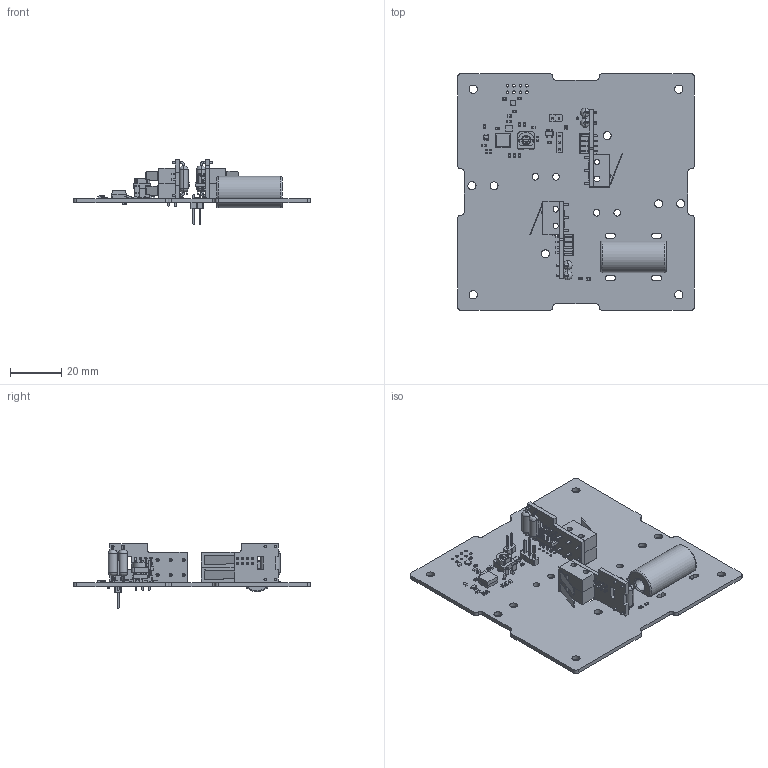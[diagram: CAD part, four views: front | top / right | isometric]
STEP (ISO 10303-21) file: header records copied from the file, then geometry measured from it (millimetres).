
FILE_DESCRIPTION(('KiCad electronic assembly'),'2;1');
FILE_NAME('Sanket.step','2024-09-10T00:54:42',('Pcbnew'),('Kicad'), 'Open CASCADE STEP processor 7.7','KiCad to STEP converter','Unknown' );
FILE_SCHEMA(('AUTOMOTIVE_DESIGN { 1 0 10303 214 1 1 1 1 }'));
Length unit declared in the file: millimetre
Products named in the file (26): Sanket 1; ERJ3RBD5602V; ASSEMBLY; KEMET C0603C103F3GACTU STEP; C0603C823K4RACTU; MAX4372HEUK+T; MAX825TEUK+T; SRP5030T-5R6M; PinHeader_1x02_P2.54mm_Vertical; PinHeader_1x02_P254mm_Vertical; TI SN74LVC1G17QDCKRQ1 STEP; DCK5; ferrite v1; PinHeader_1x03_P2.54mm_Vertical; PinHeader_1x03_P254mm_Vertical; Trimpot Horiz 5mm; Trimpot Horiz 5mm v4; resistor_board; resistor_board 1; RWY0009C; RWY0009C_ASM; TPS25200DRVR; DRV6; sanket 4.0_PCB
Assembly tree (47 placements, depth 3):
  Sanket 1
    ERJ3RBD5602V  x11
      ASSEMBLY
    KEMET C0603C103F3GACTU STEP  x11
      C0603C823K4RACTU
    MAX4372HEUK+T
      MAX825TEUK+T
    SRP5030T-5R6M
      ASSEMBLY
    PinHeader_1x02_P2.54mm_Vertical  x2
      PinHeader_1x02_P254mm_Vertical
    TI SN74LVC1G17QDCKRQ1 STEP
      DCK5
    ferrite v1
      ferrite v1
    PinHeader_1x03_P2.54mm_Vertical
      PinHeader_1x03_P254mm_Vertical
    Trimpot Horiz 5mm
      Trimpot Horiz 5mm v4
    resistor_board  x2
      resistor_board 1
    RWY0009C
      RWY0009C_ASM
    TPS25200DRVR
      DRV6
    sanket 4.0_PCB
Bounding box: 92 x 92 x 25.14 mm (x, y, z)
Volume: 18707.5 mm3; surface area: 25030.5 mm2
Topology: 149 solids, 149 shells, 2749 faces, 6809 edges, 4321 vertices
Faces by surface type: plane 2029, cylinder 577, sphere 88, torus 21, revolution 16, bspline 16, cone 2
Full cylindrical faces by diameter (mm): 0.79 x16, 0.9 x16, 1 x18, 1.02 x8, 1.2 x12, 2 x1, 2.6 x4, 3.1 x4, 3.15 x1, 3.2 x6, 5.075 x1, 12.3 x1
Entity records: 47218 total; most frequent: CARTESIAN_POINT 8205, ORIENTED_EDGE 7432, DIRECTION 7338, EDGE_CURVE 3716, LINE 3034, VECTOR 3034, VERTEX_POINT 2419, AXIS2_PLACEMENT_3D 2148
